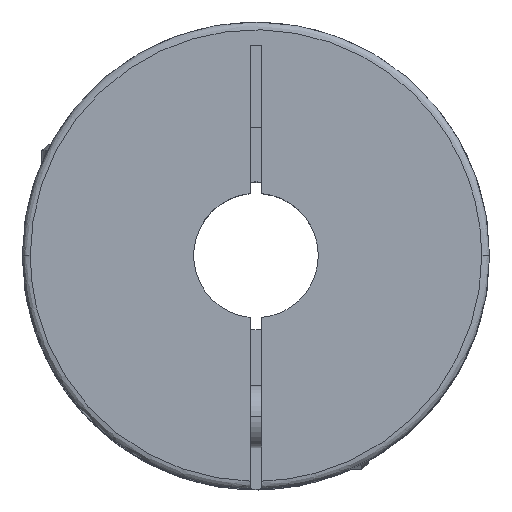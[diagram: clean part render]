
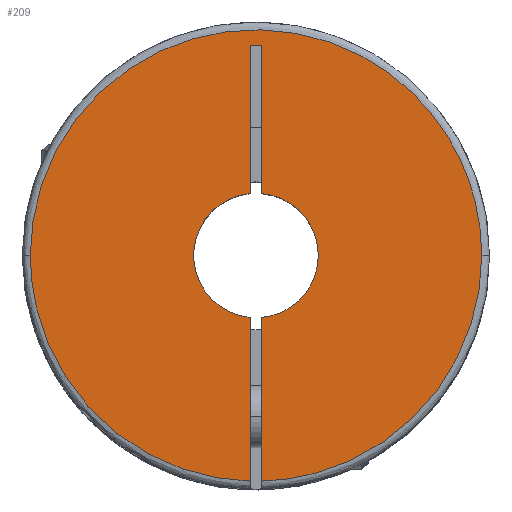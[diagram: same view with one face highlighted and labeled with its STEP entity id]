
A CAD part, top view. The second image highlights one B-rep face of the part: STEP entity #209.
In plain terms, the highlighted planar face has unit normal (0, 0, 1).
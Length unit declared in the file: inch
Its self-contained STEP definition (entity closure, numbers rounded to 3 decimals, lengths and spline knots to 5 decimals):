
#86 = AXIS2_PLACEMENT_3D ( 'NONE', #286, #661, #3759 ) ;
#114 = ORIENTED_EDGE ( 'NONE', *, *, #932, .F. ) ;
#127 = DIRECTION ( 'NONE',  ( 0., 0., 1. ) ) ;
#150 = VERTEX_POINT ( 'NONE', #1296 ) ;
#152 = LINE ( 'NONE', #2658, #2081 ) ;
#187 = VECTOR ( 'NONE', #395, 39.37008 ) ;
#199 = EDGE_CURVE ( 'NONE', #4044, #150, #1716, .T. ) ;
#209 = ADVANCED_FACE ( 'NONE', ( #610 ), #2147, .F. ) ;
#214 = CARTESIAN_POINT ( 'NONE',  ( 1.14173, -0.65518, 0. ) ) ;
#286 = CARTESIAN_POINT ( 'NONE',  ( 0., 0., 0. ) ) ;
#361 = VERTEX_POINT ( 'NONE', #3528 ) ;
#393 = CARTESIAN_POINT ( 'NONE',  ( -0.02953, -0.31357, 0. ) ) ;
#395 = DIRECTION ( 'NONE',  ( 1., 0., 0. ) ) ;
#419 = ORIENTED_EDGE ( 'NONE', *, *, #3688, .T. ) ;
#423 = CARTESIAN_POINT ( 'NONE',  ( -1.14173, 0., 0. ) ) ;
#438 = CARTESIAN_POINT ( 'NONE',  ( 0., 0., 0. ) ) ;
#513 = ORIENTED_EDGE ( 'NONE', *, *, #3394, .F. ) ;
#547 = DIRECTION ( 'NONE',  ( 0., 0., -1. ) ) ;
#569 = VERTEX_POINT ( 'NONE', #2280 ) ;
#592 = LINE ( 'NONE', #1541, #2286 ) ;
#607 = VECTOR ( 'NONE', #2708, 39.37008 ) ;
#610 = FACE_OUTER_BOUND ( 'NONE', #3959, .T. ) ;
#661 = DIRECTION ( 'NONE',  ( 0., 0., 1. ) ) ;
#771 = CARTESIAN_POINT ( 'NONE',  ( 0.02953, 1.06299, 0. ) ) ;
#904 = ORIENTED_EDGE ( 'NONE', *, *, #987, .T. ) ;
#932 = EDGE_CURVE ( 'NONE', #569, #4044, #1313, .T. ) ;
#966 = EDGE_CURVE ( 'NONE', #361, #1759, #1016, .T. ) ;
#987 = EDGE_CURVE ( 'NONE', #997, #1574, #3317, .T. ) ;
#995 = CARTESIAN_POINT ( 'NONE',  ( 1.14173, 0., 0. ) ) ;
#997 = VERTEX_POINT ( 'NONE', #3937 ) ;
#1016 = CIRCLE ( 'NONE', #86, 0.31496 ) ;
#1048 = ORIENTED_EDGE ( 'NONE', *, *, #2100, .F. ) ;
#1114 = EDGE_CURVE ( 'NONE', #1759, #2515, #2133, .T. ) ;
#1231 = CARTESIAN_POINT ( 'NONE',  ( 0.68448, -1.12441, 0. ) ) ;
#1254 = CARTESIAN_POINT ( 'NONE',  ( -1.14173, 2.28346, 0. ) ) ;
#1296 = CARTESIAN_POINT ( 'NONE',  ( 0.02953, -1.14135, 0. ) ) ;
#1303 = CARTESIAN_POINT ( 'NONE',  ( -0.02953, 1.06299, 0. ) ) ;
#1307 = ORIENTED_EDGE ( 'NONE', *, *, #3546, .F. ) ;
#1313 =( BOUNDED_CURVE ( )  B_SPLINE_CURVE ( 3, ( #1874, #1254, #3118, #995 ),
 .UNSPECIFIED., .F., .F. ) 
 B_SPLINE_CURVE_WITH_KNOTS ( ( 4, 4 ),
 ( 0.24792, 0.75208 ),
 .UNSPECIFIED. ) 
 CURVE ( )  GEOMETRIC_REPRESENTATION_ITEM ( )  RATIONAL_B_SPLINE_CURVE ( ( 1., 0.333, 0.333, 1. ) ) 
 REPRESENTATION_ITEM ( '' )  );
#1408 = AXIS2_PLACEMENT_3D ( 'NONE', #1773, #3961, #3981 ) ;
#1487 = VERTEX_POINT ( 'NONE', #771 ) ;
#1513 = CARTESIAN_POINT ( 'NONE',  ( 0.31496, 0., 0. ) ) ;
#1541 = CARTESIAN_POINT ( 'NONE',  ( -0.02953, 0., 0. ) ) ;
#1551 = CARTESIAN_POINT ( 'NONE',  ( 0.02953, 0., 0. ) ) ;
#1574 = VERTEX_POINT ( 'NONE', #393 ) ;
#1630 = CARTESIAN_POINT ( 'NONE',  ( 0.02953, 1.06299, 0. ) ) ;
#1699 = ORIENTED_EDGE ( 'NONE', *, *, #2744, .T. ) ;
#1716 =( BOUNDED_CURVE ( )  B_SPLINE_CURVE ( 3, ( #2721, #214, #1231, #3669 ),
 .UNSPECIFIED., .F., .F. ) 
 B_SPLINE_CURVE_WITH_KNOTS ( ( 4, 4 ),
 ( 0.75208, 1. ),
 .UNSPECIFIED. ) 
 CURVE ( )  GEOMETRIC_REPRESENTATION_ITEM ( )  RATIONAL_B_SPLINE_CURVE ( ( 1., 0.811, 0.811, 1. ) ) 
 REPRESENTATION_ITEM ( '' )  );
#1732 =( BOUNDED_CURVE ( )  B_SPLINE_CURVE ( 3, ( #2330, #3524, #3570, #423 ),
 .UNSPECIFIED., .F., .F. ) 
 B_SPLINE_CURVE_WITH_KNOTS ( ( 4, 4 ),
 ( 0., 0.24792 ),
 .UNSPECIFIED. ) 
 CURVE ( )  GEOMETRIC_REPRESENTATION_ITEM ( )  RATIONAL_B_SPLINE_CURVE ( ( 1., 0.811, 0.811, 1. ) ) 
 REPRESENTATION_ITEM ( '' )  );
#1759 = VERTEX_POINT ( 'NONE', #1513 ) ;
#1773 = CARTESIAN_POINT ( 'NONE',  ( 0., 0., 0. ) ) ;
#1840 = DIRECTION ( 'NONE',  ( 0., 1., 0. ) ) ;
#1872 = VERTEX_POINT ( 'NONE', #1303 ) ;
#1874 = CARTESIAN_POINT ( 'NONE',  ( -1.14173, 0., 0. ) ) ;
#1875 = CIRCLE ( 'NONE', #1408, 0.31496 ) ;
#1995 = DIRECTION ( 'NONE',  ( 1., 0., 0. ) ) ;
#2081 = VECTOR ( 'NONE', #2712, 39.37008 ) ;
#2100 = EDGE_CURVE ( 'NONE', #3767, #1574, #1875, .T. ) ;
#2133 = CIRCLE ( 'NONE', #3571, 0.31496 ) ;
#2147 = PLANE ( 'NONE',  #2846 ) ;
#2216 = CARTESIAN_POINT ( 'NONE',  ( -0.02953, 0.31357, 0. ) ) ;
#2273 = LINE ( 'NONE', #1630, #187 ) ;
#2280 = CARTESIAN_POINT ( 'NONE',  ( -1.14173, 0., 0. ) ) ;
#2286 = VECTOR ( 'NONE', #3741, 39.37008 ) ;
#2330 = CARTESIAN_POINT ( 'NONE',  ( -0.02953, -1.14135, 0. ) ) ;
#2499 = CARTESIAN_POINT ( 'NONE',  ( 0.02953, 0.31357, 0. ) ) ;
#2515 = VERTEX_POINT ( 'NONE', #2499 ) ;
#2583 = EDGE_CURVE ( 'NONE', #1872, #3767, #592, .T. ) ;
#2658 = CARTESIAN_POINT ( 'NONE',  ( 0.02953, -1.1811, 0. ) ) ;
#2708 = DIRECTION ( 'NONE',  ( 0., 1., 0. ) ) ;
#2712 = DIRECTION ( 'NONE',  ( 0., -1., 0. ) ) ;
#2721 = CARTESIAN_POINT ( 'NONE',  ( 1.14173, 0., 0. ) ) ;
#2744 = EDGE_CURVE ( 'NONE', #1872, #1487, #2273, .T. ) ;
#2846 = AXIS2_PLACEMENT_3D ( 'NONE', #3996, #547, #4042 ) ;
#2899 = ORIENTED_EDGE ( 'NONE', *, *, #966, .F. ) ;
#3017 = CARTESIAN_POINT ( 'NONE',  ( -0.02953, 1.06299, 0. ) ) ;
#3052 = CARTESIAN_POINT ( 'NONE',  ( 1.14173, 0., 0. ) ) ;
#3118 = CARTESIAN_POINT ( 'NONE',  ( 1.14173, 2.28346, 0. ) ) ;
#3234 = ORIENTED_EDGE ( 'NONE', *, *, #199, .F. ) ;
#3317 = LINE ( 'NONE', #3017, #607 ) ;
#3387 = LINE ( 'NONE', #1551, #3732 ) ;
#3394 = EDGE_CURVE ( 'NONE', #2515, #1487, #3387, .T. ) ;
#3524 = CARTESIAN_POINT ( 'NONE',  ( -0.68448, -1.12441, 0. ) ) ;
#3528 = CARTESIAN_POINT ( 'NONE',  ( 0.02953, -0.31357, 0. ) ) ;
#3546 = EDGE_CURVE ( 'NONE', #997, #569, #1732, .T. ) ;
#3570 = CARTESIAN_POINT ( 'NONE',  ( -1.14173, -0.65518, 0. ) ) ;
#3571 = AXIS2_PLACEMENT_3D ( 'NONE', #438, #127, #1995 ) ;
#3572 = ORIENTED_EDGE ( 'NONE', *, *, #1114, .F. ) ;
#3669 = CARTESIAN_POINT ( 'NONE',  ( 0.02953, -1.14135, 0. ) ) ;
#3688 = EDGE_CURVE ( 'NONE', #361, #150, #152, .T. ) ;
#3732 = VECTOR ( 'NONE', #1840, 39.37008 ) ;
#3741 = DIRECTION ( 'NONE',  ( 0., -1., 0. ) ) ;
#3759 = DIRECTION ( 'NONE',  ( 1., 0., 0. ) ) ;
#3762 = ORIENTED_EDGE ( 'NONE', *, *, #2583, .F. ) ;
#3767 = VERTEX_POINT ( 'NONE', #2216 ) ;
#3937 = CARTESIAN_POINT ( 'NONE',  ( -0.02953, -1.14135, 0. ) ) ;
#3959 = EDGE_LOOP ( 'NONE', ( #904, #1048, #3762, #1699, #513, #3572, #2899, #419, #3234, #114, #1307 ) ) ;
#3961 = DIRECTION ( 'NONE',  ( 0., 0., 1. ) ) ;
#3981 = DIRECTION ( 'NONE',  ( 1., 0., 0. ) ) ;
#3996 = CARTESIAN_POINT ( 'NONE',  ( 0., 0., 0. ) ) ;
#4042 = DIRECTION ( 'NONE',  ( -1., 0., 0. ) ) ;
#4044 = VERTEX_POINT ( 'NONE', #3052 ) ;
